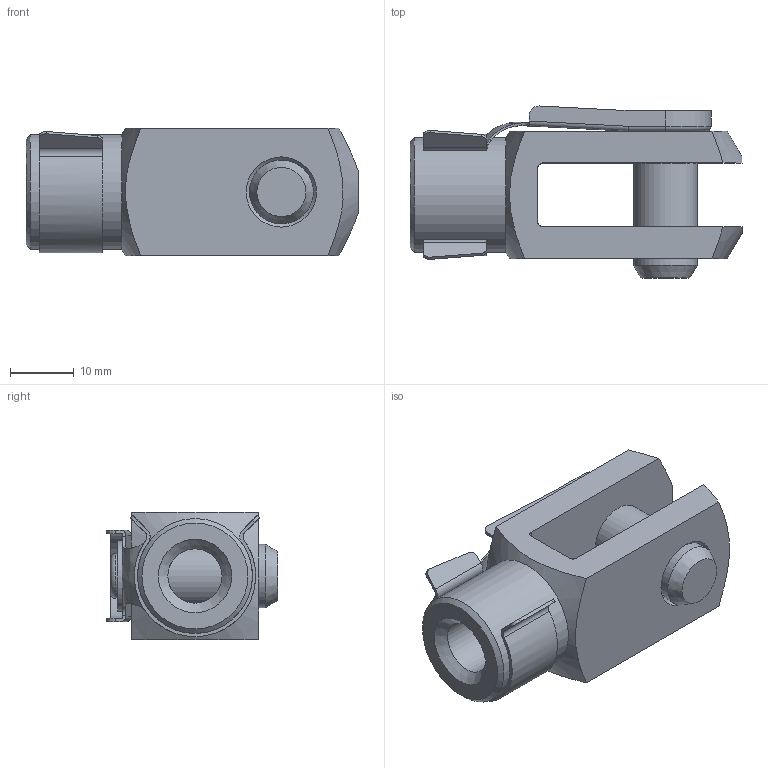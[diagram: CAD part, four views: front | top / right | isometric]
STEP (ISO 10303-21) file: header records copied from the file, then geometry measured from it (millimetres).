
FILE_DESCRIPTION(('FreeCAD Model'),'2;1');
FILE_NAME( 'Fork 14mm rod.stp', '2016-02-25T14:00:16',('Author'),(''), 'Open CASCADE STEP processor 6.8','FreeCAD','Unknown');
FILE_SCHEMA(('AUTOMOTIVE_DESIGN_CC2 { 1 2 10303 214 -1 1 5 4 }'));
Length unit declared in the file: millimetre
Products named in the file (2): ENG-007649; ENG-007650
Bounding box: 52 x 26.93 x 20 mm (x, y, z)
Volume: 12142 mm3; surface area: 8464.2 mm2
Topology: 2 solids, 2 shells, 88 faces, 239 edges, 159 vertices
Faces by surface type: plane 35, cylinder 29, bspline 12, cone 9, torus 3
Full cylindrical faces by diameter (mm): 3.1 x1, 6.4 x1, 7 x1, 8.5 x1, 10 x3, 11 x1, 18 x1
Entity records: 11467 total; most frequent: CARTESIAN_POINT 7262, DIRECTION 611, ORIENTED_EDGE 476, PCURVE 476, DEFINITIONAL_REPRESENTATION 476, B_SPLINE_CURVE_WITH_KNOTS 279, LINE 266, VECTOR 266
